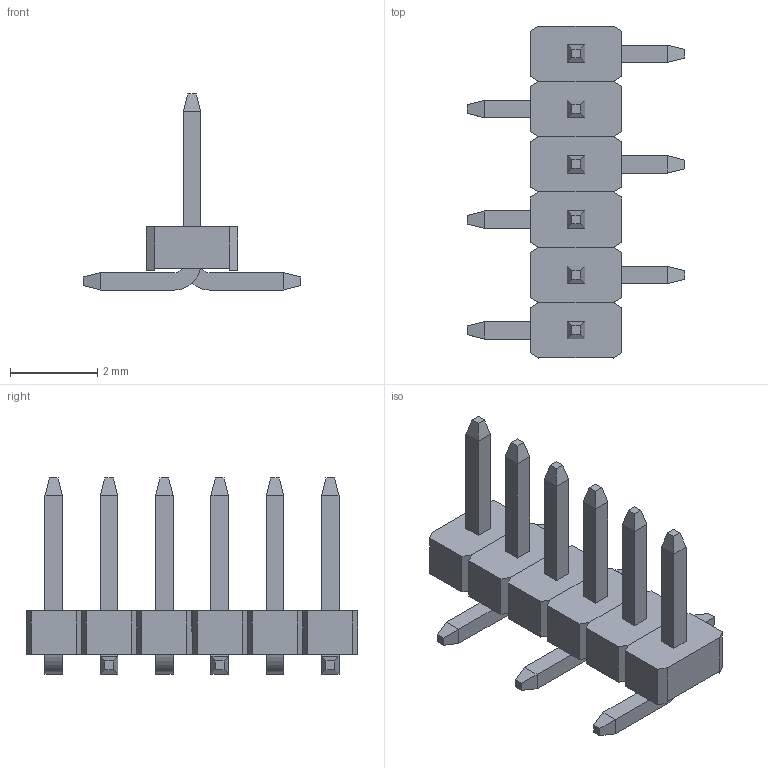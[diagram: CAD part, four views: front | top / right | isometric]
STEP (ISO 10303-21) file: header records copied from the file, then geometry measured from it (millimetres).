
FILE_DESCRIPTION(('FreeCAD Model'),'2;1');
FILE_NAME('Open CASCADE Shape Model','2025-06-05T12:12:18',('Author'),( ''),'Open CASCADE STEP processor 7.8','FreeCAD','Unknown');
FILE_SCHEMA(('AUTOMOTIVE_DESIGN { 1 0 10303 214 1 1 1 1 }'));
Length unit declared in the file: millimetre
Products named in the file (7): Unnamed; Array; Body; Array001; Leg; Array002; Leg (Mirror #1)
Assembly tree (15 placements, depth 3):
  Unnamed
    Array
      Body  x6
    Array001
      Leg  x3
    Array002
      Leg (Mirror #1)  x3
Bounding box: 5 x 7.62 x 4.5 mm (x, y, z)
Volume: 20.2 mm3; surface area: 139.2 mm2
Topology: 12 solids, 12 shells, 216 faces, 504 edges, 312 vertices
Faces by surface type: plane 204, cylinder 12
Entity records: 1699 total; most frequent: DIRECTION 272, CARTESIAN_POINT 270, ORIENTED_EDGE 248, EDGE_CURVE 124, LINE 116, VECTOR 116, AXIS2_PLACEMENT_3D 78, VERTEX_POINT 76
